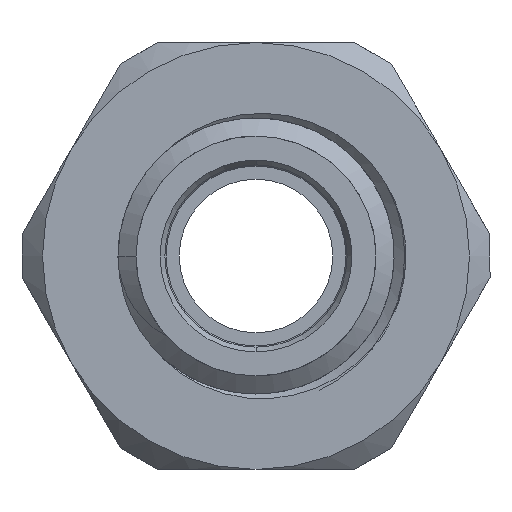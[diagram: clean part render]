
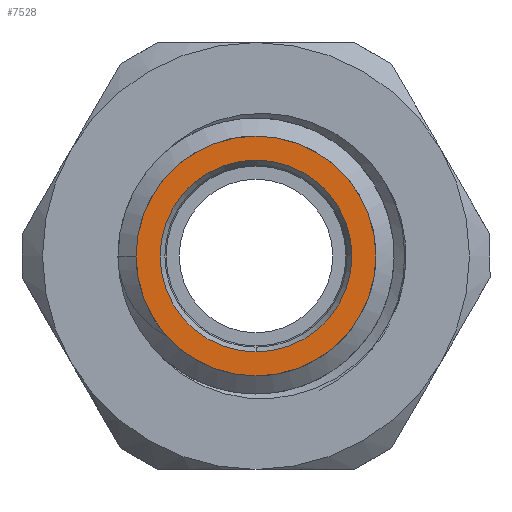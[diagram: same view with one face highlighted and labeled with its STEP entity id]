
A CAD part, front view. The second image highlights one B-rep face of the part: STEP entity #7528.
In plain terms, the highlighted planar face has unit normal (0, -1, 0).
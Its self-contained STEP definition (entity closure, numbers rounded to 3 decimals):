
#241 = EDGE_CURVE ( 'NONE', #1877, #3160, #6454, .T. ) ;
#470 = PLANE ( 'NONE',  #4108 ) ;
#662 = EDGE_CURVE ( 'NONE', #1709, #3932, #2002, .T. ) ;
#817 = CARTESIAN_POINT ( 'NONE',  ( 0., -10.9, 0. ) ) ;
#1007 = CARTESIAN_POINT ( 'NONE',  ( 0., -10.9, -5. ) ) ;
#1324 = CARTESIAN_POINT ( 'NONE',  ( 0., -10.9, 0. ) ) ;
#1400 = EDGE_CURVE ( 'NONE', #3160, #1877, #11146, .T. ) ;
#1543 = CARTESIAN_POINT ( 'NONE',  ( 0., -10.9, 0. ) ) ;
#1657 = DIRECTION ( 'NONE',  ( 0., 0., -1. ) ) ;
#1709 = VERTEX_POINT ( 'NONE', #5629 ) ;
#1877 = VERTEX_POINT ( 'NONE', #4401 ) ;
#2002 = CIRCLE ( 'NONE', #3101, 4. ) ;
#2181 = DIRECTION ( 'NONE',  ( 0., 0., -1. ) ) ;
#2353 = DIRECTION ( 'NONE',  ( 0., -1., 0. ) ) ;
#2411 = DIRECTION ( 'NONE',  ( 0., 0., -1. ) ) ;
#2765 = ORIENTED_EDGE ( 'NONE', *, *, #241, .T. ) ;
#3101 = AXIS2_PLACEMENT_3D ( 'NONE', #4591, #10615, #5460 ) ;
#3160 = VERTEX_POINT ( 'NONE', #1007 ) ;
#3932 = VERTEX_POINT ( 'NONE', #4578 ) ;
#4092 = ORIENTED_EDGE ( 'NONE', *, *, #662, .F. ) ;
#4101 = FACE_BOUND ( 'NONE', #10212, .T. ) ;
#4108 = AXIS2_PLACEMENT_3D ( 'NONE', #1324, #4746, #2181 ) ;
#4401 = CARTESIAN_POINT ( 'NONE',  ( 0., -10.9, 5. ) ) ;
#4578 = CARTESIAN_POINT ( 'NONE',  ( 0., -10.9, -4. ) ) ;
#4591 = CARTESIAN_POINT ( 'NONE',  ( 0., -10.9, 0. ) ) ;
#4746 = DIRECTION ( 'NONE',  ( 0., -1., 0. ) ) ;
#5272 = AXIS2_PLACEMENT_3D ( 'NONE', #1543, #7565, #2411 ) ;
#5460 = DIRECTION ( 'NONE',  ( 0., 0., -1. ) ) ;
#5579 = ORIENTED_EDGE ( 'NONE', *, *, #6066, .F. ) ;
#5629 = CARTESIAN_POINT ( 'NONE',  ( 0., -10.9, 4. ) ) ;
#5773 = AXIS2_PLACEMENT_3D ( 'NONE', #7510, #2353, #8369 ) ;
#6066 = EDGE_CURVE ( 'NONE', #3932, #1709, #10808, .T. ) ;
#6454 = CIRCLE ( 'NONE', #5272, 5. ) ;
#6831 = DIRECTION ( 'NONE',  ( 0., -1., 0. ) ) ;
#7074 = EDGE_LOOP ( 'NONE', ( #2765, #8872 ) ) ;
#7510 = CARTESIAN_POINT ( 'NONE',  ( 0., -10.9, 0. ) ) ;
#7528 = ADVANCED_FACE ( 'NONE', ( #8700, #4101 ), #470, .T. ) ;
#7565 = DIRECTION ( 'NONE',  ( 0., -1., 0. ) ) ;
#7865 = AXIS2_PLACEMENT_3D ( 'NONE', #817, #6831, #1657 ) ;
#8369 = DIRECTION ( 'NONE',  ( 0., 0., -1. ) ) ;
#8700 = FACE_OUTER_BOUND ( 'NONE', #7074, .T. ) ;
#8872 = ORIENTED_EDGE ( 'NONE', *, *, #1400, .T. ) ;
#10212 = EDGE_LOOP ( 'NONE', ( #4092, #5579 ) ) ;
#10615 = DIRECTION ( 'NONE',  ( 0., -1., 0. ) ) ;
#10808 = CIRCLE ( 'NONE', #5773, 4. ) ;
#11146 = CIRCLE ( 'NONE', #7865, 5. ) ;
